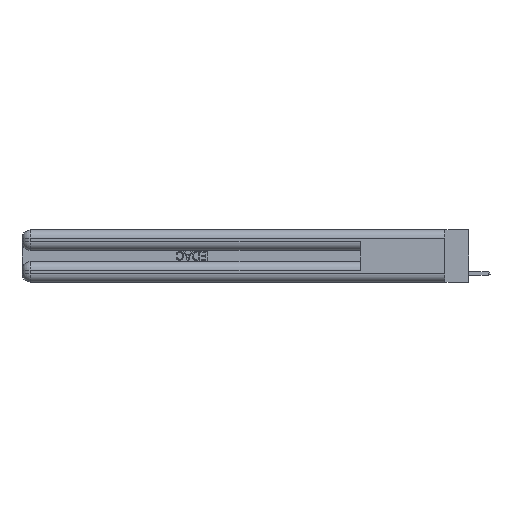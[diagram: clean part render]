
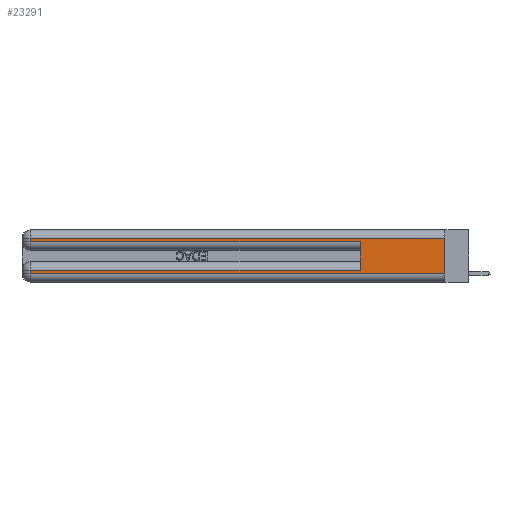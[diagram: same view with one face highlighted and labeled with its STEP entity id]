
A CAD part, left-side view. The second image highlights one B-rep face of the part: STEP entity #23291.
In plain terms, the highlighted planar face has unit normal (-1, 0, 0).
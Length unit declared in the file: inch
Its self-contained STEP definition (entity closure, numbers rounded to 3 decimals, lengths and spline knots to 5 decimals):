
#31 = LINE ( 'NONE', #2576, #1870 ) ;
#559 = DIRECTION ( 'NONE',  ( 0., 0., -1. ) ) ;
#1704 = ORIENTED_EDGE ( 'NONE', *, *, #27946, .F. ) ;
#1870 = VECTOR ( 'NONE', #23703, 39.37008 ) ;
#1939 = EDGE_LOOP ( 'NONE', ( #1704, #14798, #24137, #21429, #15221, #3778, #7487, #24902 ) ) ;
#2576 = CARTESIAN_POINT ( 'NONE',  ( 0., 0., 0.31 ) ) ;
#2609 = CARTESIAN_POINT ( 'NONE',  ( 0., 0., 0.06 ) ) ;
#2877 = CARTESIAN_POINT ( 'NONE',  ( 0., 0., 0.285 ) ) ;
#3135 = CARTESIAN_POINT ( 'NONE',  ( 0., 2.94, 0.37 ) ) ;
#3700 = EDGE_CURVE ( 'NONE', #9679, #4335, #15191, .T. ) ;
#3778 = ORIENTED_EDGE ( 'NONE', *, *, #3700, .T. ) ;
#4335 = VERTEX_POINT ( 'NONE', #13858 ) ;
#4575 = EDGE_CURVE ( 'NONE', #10726, #8773, #25065, .T. ) ;
#5441 = VECTOR ( 'NONE', #13017, 39.37008 ) ;
#5798 = VECTOR ( 'NONE', #16257, 39.37008 ) ;
#7159 = CARTESIAN_POINT ( 'NONE',  ( 0., 0., 0.31 ) ) ;
#7368 = VECTOR ( 'NONE', #12804, 39.37008 ) ;
#7487 = ORIENTED_EDGE ( 'NONE', *, *, #26192, .T. ) ;
#7587 = FACE_OUTER_BOUND ( 'NONE', #1939, .T. ) ;
#7841 = LINE ( 'NONE', #12748, #12331 ) ;
#7917 = CARTESIAN_POINT ( 'NONE',  ( 0., 2.94, 0.31 ) ) ;
#8199 = PLANE ( 'NONE',  #28824 ) ;
#8773 = VERTEX_POINT ( 'NONE', #23439 ) ;
#9679 = VERTEX_POINT ( 'NONE', #23199 ) ;
#10081 = CARTESIAN_POINT ( 'NONE',  ( 0., 0., 0.37 ) ) ;
#10116 = DIRECTION ( 'NONE',  ( 0., 0., -1. ) ) ;
#10353 = CARTESIAN_POINT ( 'NONE',  ( 0., 2.94, 0.06 ) ) ;
#10726 = VERTEX_POINT ( 'NONE', #15305 ) ;
#11882 = VECTOR ( 'NONE', #10116, 39.37008 ) ;
#12331 = VECTOR ( 'NONE', #22859, 39.37008 ) ;
#12748 = CARTESIAN_POINT ( 'NONE',  ( 0., 0.6, 0.145 ) ) ;
#12804 = DIRECTION ( 'NONE',  ( 0., 1., 0. ) ) ;
#13017 = DIRECTION ( 'NONE',  ( 0., -1., 0. ) ) ;
#13858 = CARTESIAN_POINT ( 'NONE',  ( 0., 2.94, 0.085 ) ) ;
#14798 = ORIENTED_EDGE ( 'NONE', *, *, #31338, .T. ) ;
#14939 = VECTOR ( 'NONE', #14991, 39.37008 ) ;
#14991 = DIRECTION ( 'NONE',  ( 0., 0., -1. ) ) ;
#15191 = LINE ( 'NONE', #22447, #7368 ) ;
#15221 = ORIENTED_EDGE ( 'NONE', *, *, #16748, .F. ) ;
#15305 = CARTESIAN_POINT ( 'NONE',  ( 0., 2.94, 0.285 ) ) ;
#15806 = VERTEX_POINT ( 'NONE', #7917 ) ;
#16257 = DIRECTION ( 'NONE',  ( 0., -1., 0. ) ) ;
#16748 = EDGE_CURVE ( 'NONE', #9679, #8773, #7841, .T. ) ;
#16770 = VERTEX_POINT ( 'NONE', #10353 ) ;
#18515 = VECTOR ( 'NONE', #24980, 39.37008 ) ;
#18768 = CARTESIAN_POINT ( 'NONE',  ( 0., 0., 0.06 ) ) ;
#19288 = LINE ( 'NONE', #21333, #14939 ) ;
#19588 = LINE ( 'NONE', #10081, #18515 ) ;
#20135 = EDGE_CURVE ( 'NONE', #16770, #29604, #28427, .T. ) ;
#21333 = CARTESIAN_POINT ( 'NONE',  ( 0., 2.94, 0.37 ) ) ;
#21429 = ORIENTED_EDGE ( 'NONE', *, *, #4575, .T. ) ;
#22127 = CARTESIAN_POINT ( 'NONE',  ( 0., 0., 0.37 ) ) ;
#22447 = CARTESIAN_POINT ( 'NONE',  ( 0., 0., 0.085 ) ) ;
#22859 = DIRECTION ( 'NONE',  ( 0., 0., 1. ) ) ;
#23199 = CARTESIAN_POINT ( 'NONE',  ( 0., 0.6, 0.085 ) ) ;
#23291 = ADVANCED_FACE ( 'NONE', ( #7587 ), #8199, .F. ) ;
#23439 = CARTESIAN_POINT ( 'NONE',  ( 0., 0.6, 0.285 ) ) ;
#23703 = DIRECTION ( 'NONE',  ( 0., 1., 0. ) ) ;
#23889 = VERTEX_POINT ( 'NONE', #7159 ) ;
#24137 = ORIENTED_EDGE ( 'NONE', *, *, #26510, .T. ) ;
#24411 = LINE ( 'NONE', #3135, #11882 ) ;
#24902 = ORIENTED_EDGE ( 'NONE', *, *, #20135, .T. ) ;
#24980 = DIRECTION ( 'NONE',  ( 0., 0., -1. ) ) ;
#25065 = LINE ( 'NONE', #2877, #5441 ) ;
#26192 = EDGE_CURVE ( 'NONE', #4335, #16770, #24411, .T. ) ;
#26510 = EDGE_CURVE ( 'NONE', #15806, #10726, #19288, .T. ) ;
#26920 = DIRECTION ( 'NONE',  ( 1., 0., 0. ) ) ;
#27946 = EDGE_CURVE ( 'NONE', #23889, #29604, #19588, .T. ) ;
#28427 = LINE ( 'NONE', #18768, #5798 ) ;
#28824 = AXIS2_PLACEMENT_3D ( 'NONE', #22127, #26920, #559 ) ;
#29604 = VERTEX_POINT ( 'NONE', #2609 ) ;
#31338 = EDGE_CURVE ( 'NONE', #23889, #15806, #31, .T. ) ;
